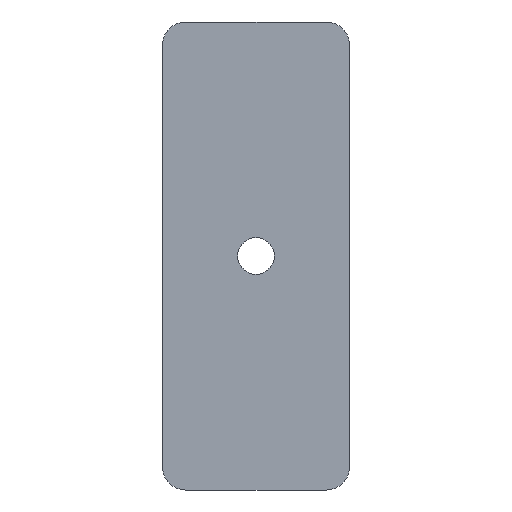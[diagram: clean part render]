
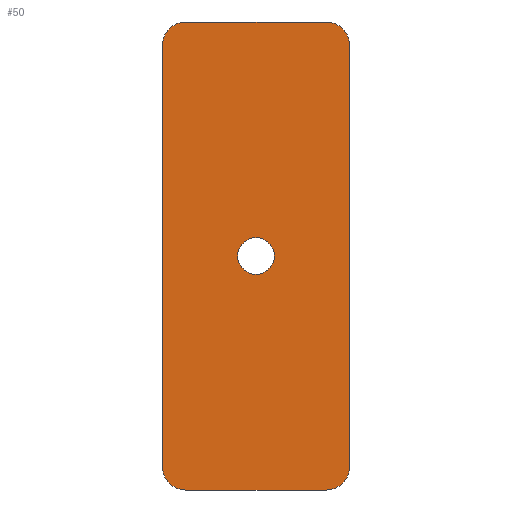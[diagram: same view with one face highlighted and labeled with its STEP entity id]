
A CAD part, left-side view. The second image highlights one B-rep face of the part: STEP entity #50.
In plain terms, the highlighted planar face has unit normal (-1, 0, 0).
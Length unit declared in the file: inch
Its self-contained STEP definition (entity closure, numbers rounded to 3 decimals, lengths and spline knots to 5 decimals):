
#9 = CARTESIAN_POINT ( 'NONE',  ( -0.04688, 0., -0.098 ) ) ;
#12 = ORIENTED_EDGE ( 'NONE', *, *, #202, .T. ) ;
#19 = DIRECTION ( 'NONE',  ( 0., 0., 1. ) ) ;
#24 = DIRECTION ( 'NONE',  ( 0., 1., 0. ) ) ;
#27 = EDGE_CURVE ( 'NONE', #84, #88, #272, .T. ) ;
#44 = LINE ( 'NONE', #239, #107 ) ;
#50 = ADVANCED_FACE ( 'NONE', ( #66, #212 ), #372, .T. ) ;
#51 = CARTESIAN_POINT ( 'NONE',  ( -0.04688, -0.5, 1.125 ) ) ;
#54 = LINE ( 'NONE', #337, #362 ) ;
#64 = DIRECTION ( 'NONE',  ( -1., 0., 0. ) ) ;
#66 = FACE_BOUND ( 'NONE', #478, .T. ) ;
#68 = VERTEX_POINT ( 'NONE', #487 ) ;
#70 = VERTEX_POINT ( 'NONE', #330 ) ;
#79 = CARTESIAN_POINT ( 'NONE',  ( -0.04688, 0., 0. ) ) ;
#84 = VERTEX_POINT ( 'NONE', #93 ) ;
#88 = VERTEX_POINT ( 'NONE', #95 ) ;
#89 = EDGE_CURVE ( 'NONE', #318, #501, #430, .T. ) ;
#91 = VERTEX_POINT ( 'NONE', #168 ) ;
#93 = CARTESIAN_POINT ( 'NONE',  ( -0.04688, 0.5, -1.125 ) ) ;
#95 = CARTESIAN_POINT ( 'NONE',  ( -0.04688, 0.375, -1.25 ) ) ;
#97 = DIRECTION ( 'NONE',  ( 0., 0., -1. ) ) ;
#98 = DIRECTION ( 'NONE',  ( 0., 0., 1. ) ) ;
#99 = LINE ( 'NONE', #332, #278 ) ;
#107 = VECTOR ( 'NONE', #152, 39.37008 ) ;
#114 = ORIENTED_EDGE ( 'NONE', *, *, #27, .T. ) ;
#116 = ORIENTED_EDGE ( 'NONE', *, *, #261, .F. ) ;
#130 = AXIS2_PLACEMENT_3D ( 'NONE', #411, #174, #97 ) ;
#134 = DIRECTION ( 'NONE',  ( -1., 0., 0. ) ) ;
#148 = EDGE_CURVE ( 'NONE', #364, #356, #222, .T. ) ;
#150 = DIRECTION ( 'NONE',  ( 1., 0., 0. ) ) ;
#152 = DIRECTION ( 'NONE',  ( 0., 0., -1. ) ) ;
#161 = ORIENTED_EDGE ( 'NONE', *, *, #89, .T. ) ;
#165 = CARTESIAN_POINT ( 'NONE',  ( -0.04688, 0.5, 1.125 ) ) ;
#168 = CARTESIAN_POINT ( 'NONE',  ( -0.04688, -0.5, -1.125 ) ) ;
#171 = CARTESIAN_POINT ( 'NONE',  ( -0.04688, 0., 0. ) ) ;
#174 = DIRECTION ( 'NONE',  ( 1., 0., 0. ) ) ;
#176 = EDGE_CURVE ( 'NONE', #429, #70, #196, .T. ) ;
#185 = LINE ( 'NONE', #345, #474 ) ;
#196 = CIRCLE ( 'NONE', #413, 0.125 ) ;
#202 = EDGE_CURVE ( 'NONE', #356, #364, #360, .T. ) ;
#206 = AXIS2_PLACEMENT_3D ( 'NONE', #250, #417, #19 ) ;
#210 = DIRECTION ( 'NONE',  ( 0., 0., 1. ) ) ;
#212 = FACE_OUTER_BOUND ( 'NONE', #483, .T. ) ;
#218 = DIRECTION ( 'NONE',  ( 0., 0., 1. ) ) ;
#222 = CIRCLE ( 'NONE', #130, 0.098 ) ;
#224 = EDGE_CURVE ( 'NONE', #318, #70, #185, .T. ) ;
#234 = ORIENTED_EDGE ( 'NONE', *, *, #224, .F. ) ;
#239 = CARTESIAN_POINT ( 'NONE',  ( -0.04688, -0.5, 1.25 ) ) ;
#247 = ORIENTED_EDGE ( 'NONE', *, *, #455, .F. ) ;
#250 = CARTESIAN_POINT ( 'NONE',  ( -0.04688, 0.375, 1.125 ) ) ;
#261 = EDGE_CURVE ( 'NONE', #429, #91, #44, .T. ) ;
#263 = DIRECTION ( 'NONE',  ( 0., 0., 1. ) ) ;
#272 = CIRCLE ( 'NONE', #366, 0.125 ) ;
#278 = VECTOR ( 'NONE', #24, 39.37008 ) ;
#287 = ORIENTED_EDGE ( 'NONE', *, *, #358, .T. ) ;
#303 = DIRECTION ( 'NONE',  ( 0., -1., 0. ) ) ;
#315 = DIRECTION ( 'NONE',  ( 0., 0., -1. ) ) ;
#316 = ORIENTED_EDGE ( 'NONE', *, *, #433, .F. ) ;
#318 = VERTEX_POINT ( 'NONE', #392 ) ;
#323 = ORIENTED_EDGE ( 'NONE', *, *, #176, .T. ) ;
#330 = CARTESIAN_POINT ( 'NONE',  ( -0.04688, -0.375, 1.25 ) ) ;
#331 = AXIS2_PLACEMENT_3D ( 'NONE', #79, #150, #315 ) ;
#332 = CARTESIAN_POINT ( 'NONE',  ( -0.04688, -0.5, -1.25 ) ) ;
#337 = CARTESIAN_POINT ( 'NONE',  ( -0.04688, 0.5, 1.25 ) ) ;
#345 = CARTESIAN_POINT ( 'NONE',  ( -0.04688, -0.5, 1.25 ) ) ;
#353 = ORIENTED_EDGE ( 'NONE', *, *, #148, .T. ) ;
#356 = VERTEX_POINT ( 'NONE', #9 ) ;
#358 = EDGE_CURVE ( 'NONE', #68, #91, #425, .T. ) ;
#360 = CIRCLE ( 'NONE', #331, 0.098 ) ;
#362 = VECTOR ( 'NONE', #210, 39.37008 ) ;
#364 = VERTEX_POINT ( 'NONE', #493 ) ;
#366 = AXIS2_PLACEMENT_3D ( 'NONE', #437, #380, #263 ) ;
#372 = PLANE ( 'NONE',  #504 ) ;
#380 = DIRECTION ( 'NONE',  ( -1., 0., 0. ) ) ;
#392 = CARTESIAN_POINT ( 'NONE',  ( -0.04688, 0.375, 1.25 ) ) ;
#411 = CARTESIAN_POINT ( 'NONE',  ( -0.04688, 0., 0. ) ) ;
#412 = DIRECTION ( 'NONE',  ( 0., 0., 1. ) ) ;
#413 = AXIS2_PLACEMENT_3D ( 'NONE', #456, #64, #98 ) ;
#417 = DIRECTION ( 'NONE',  ( -1., 0., 0. ) ) ;
#425 = CIRCLE ( 'NONE', #468, 0.125 ) ;
#429 = VERTEX_POINT ( 'NONE', #51 ) ;
#430 = CIRCLE ( 'NONE', #206, 0.125 ) ;
#433 = EDGE_CURVE ( 'NONE', #84, #501, #54, .T. ) ;
#437 = CARTESIAN_POINT ( 'NONE',  ( -0.04688, 0.375, -1.125 ) ) ;
#454 = DIRECTION ( 'NONE',  ( -1., 0., 0. ) ) ;
#455 = EDGE_CURVE ( 'NONE', #68, #88, #99, .T. ) ;
#456 = CARTESIAN_POINT ( 'NONE',  ( -0.04688, -0.375, 1.125 ) ) ;
#468 = AXIS2_PLACEMENT_3D ( 'NONE', #479, #454, #218 ) ;
#474 = VECTOR ( 'NONE', #303, 39.37008 ) ;
#478 = EDGE_LOOP ( 'NONE', ( #12, #353 ) ) ;
#479 = CARTESIAN_POINT ( 'NONE',  ( -0.04688, -0.375, -1.125 ) ) ;
#483 = EDGE_LOOP ( 'NONE', ( #247, #287, #116, #323, #234, #161, #316, #114 ) ) ;
#487 = CARTESIAN_POINT ( 'NONE',  ( -0.04688, -0.375, -1.25 ) ) ;
#493 = CARTESIAN_POINT ( 'NONE',  ( -0.04688, 0., 0.098 ) ) ;
#501 = VERTEX_POINT ( 'NONE', #165 ) ;
#504 = AXIS2_PLACEMENT_3D ( 'NONE', #171, #134, #412 ) ;
